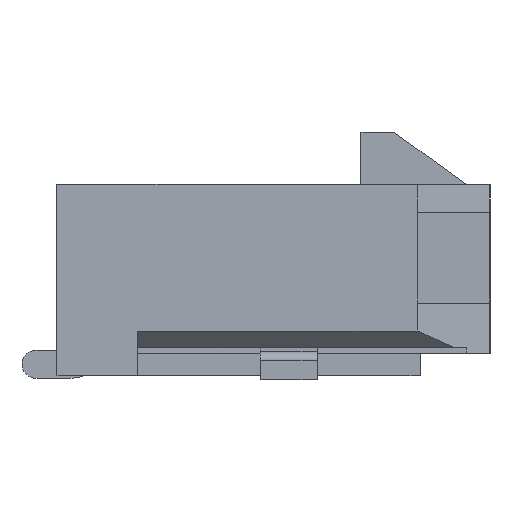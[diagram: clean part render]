
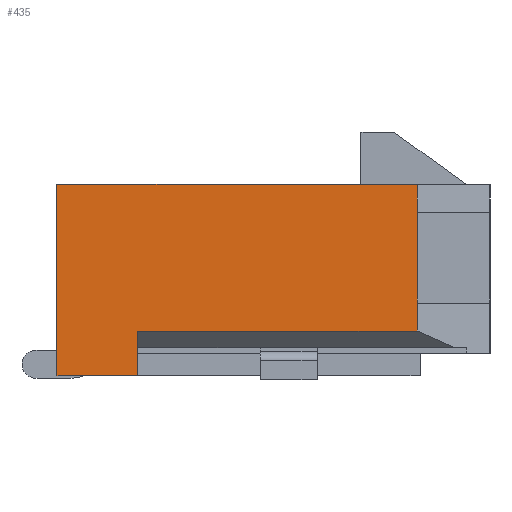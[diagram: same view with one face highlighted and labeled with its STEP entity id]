
A CAD part, left-side view. The second image highlights one B-rep face of the part: STEP entity #435.
In plain terms, the highlighted planar face has unit normal (-1, 0, 0).
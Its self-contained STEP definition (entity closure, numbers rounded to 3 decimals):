
#166=FACE_OUTER_BOUND('',#988,.T.);
#435=ADVANCED_FACE('',(#166),#715,.T.);
#715=PLANE('',#5225);
#988=EDGE_LOOP('',(#1388,#1389,#1390,#1391,#1392,#1393,#1394,#1395));
#1388=ORIENTED_EDGE('',*,*,#3306,.F.);
#1389=ORIENTED_EDGE('',*,*,#3307,.T.);
#1390=ORIENTED_EDGE('',*,*,#3308,.F.);
#1391=ORIENTED_EDGE('',*,*,#3309,.F.);
#1392=ORIENTED_EDGE('',*,*,#3310,.F.);
#1393=ORIENTED_EDGE('',*,*,#3311,.F.);
#1394=ORIENTED_EDGE('',*,*,#3312,.T.);
#1395=ORIENTED_EDGE('',*,*,#3313,.T.);
#2830=VERTEX_POINT('',#7162);
#2831=VERTEX_POINT('',#7163);
#2832=VERTEX_POINT('',#7165);
#2833=VERTEX_POINT('',#7167);
#2834=VERTEX_POINT('',#7169);
#2835=VERTEX_POINT('',#7171);
#2836=VERTEX_POINT('',#7173);
#2837=VERTEX_POINT('',#7175);
#3306=EDGE_CURVE('',#2830,#2831,#4033,.T.);
#3307=EDGE_CURVE('',#2830,#2832,#4034,.T.);
#3308=EDGE_CURVE('',#2833,#2832,#4035,.T.);
#3309=EDGE_CURVE('',#2834,#2833,#4036,.T.);
#3310=EDGE_CURVE('',#2835,#2834,#4037,.T.);
#3311=EDGE_CURVE('',#2836,#2835,#4038,.T.);
#3312=EDGE_CURVE('',#2836,#2837,#4039,.T.);
#3313=EDGE_CURVE('',#2837,#2831,#4040,.T.);
#4033=LINE('',#7161,#4676);
#4034=LINE('',#7164,#4677);
#4035=LINE('',#7166,#4678);
#4036=LINE('',#7168,#4679);
#4037=LINE('',#7170,#4680);
#4038=LINE('',#7172,#4681);
#4039=LINE('',#7174,#4682);
#4040=LINE('',#7176,#4683);
#4676=VECTOR('',#5700,1.);
#4677=VECTOR('',#5701,1.);
#4678=VECTOR('',#5702,1.);
#4679=VECTOR('',#5703,1.);
#4680=VECTOR('',#5704,1.);
#4681=VECTOR('',#5705,1.);
#4682=VECTOR('',#5706,1.);
#4683=VECTOR('',#5707,1.);
#5225=AXIS2_PLACEMENT_3D('',#7177,#5708,#5709);
#5700=DIRECTION('',(0.,0.,-1.));
#5701=DIRECTION('',(0.,-1.,0.));
#5702=DIRECTION('',(0.,0.,-1.));
#5703=DIRECTION('',(0.,0.,-1.));
#5704=DIRECTION('',(0.,0.,-1.));
#5705=DIRECTION('',(0.,-1.,0.));
#5706=DIRECTION('',(0.,0.,-1.));
#5707=DIRECTION('',(0.,-1.,0.));
#5708=DIRECTION('',(-1.,0.,0.));
#5709=DIRECTION('',(0.,0.,1.));
#7161=CARTESIAN_POINT('',(-15.315,8.05,-0.51));
#7162=CARTESIAN_POINT('',(-15.315,8.05,0.51));
#7163=CARTESIAN_POINT('',(-15.315,8.05,-0.51));
#7164=CARTESIAN_POINT('',(-15.315,79.695,0.51));
#7165=CARTESIAN_POINT('',(-15.315,1.668,0.51));
#7166=CARTESIAN_POINT('',(-15.315,1.668,38.214));
#7167=CARTESIAN_POINT('',(-15.315,1.668,1.15));
#7168=CARTESIAN_POINT('',(-15.315,1.668,3.22));
#7169=CARTESIAN_POINT('',(-15.315,1.668,3.22));
#7170=CARTESIAN_POINT('',(-15.315,1.668,38.214));
#7171=CARTESIAN_POINT('',(-15.315,1.668,3.86));
#7172=CARTESIAN_POINT('',(-15.315,9.9,3.86));
#7173=CARTESIAN_POINT('',(-15.315,9.9,3.86));
#7174=CARTESIAN_POINT('',(-15.315,9.9,3.86));
#7175=CARTESIAN_POINT('',(-15.315,9.9,-0.51));
#7176=CARTESIAN_POINT('',(-15.315,8.05,-0.51));
#7177=CARTESIAN_POINT('',(-15.315,9.9,3.86));
